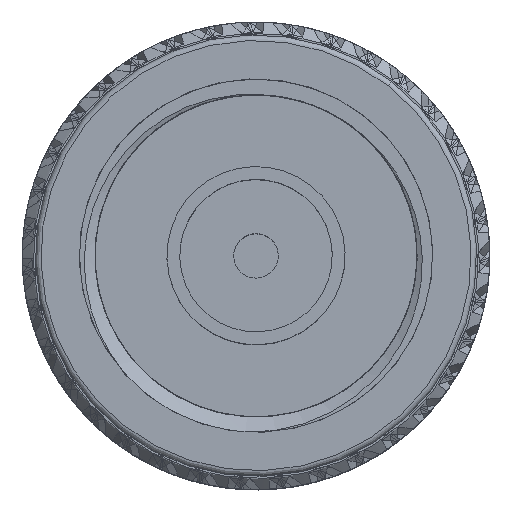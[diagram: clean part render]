
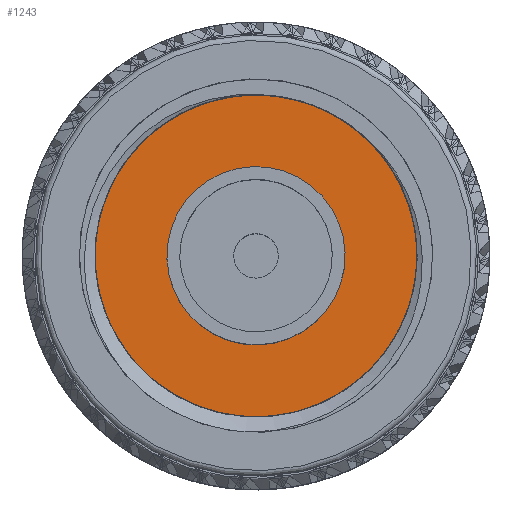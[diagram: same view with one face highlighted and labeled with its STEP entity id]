
A CAD part, top view. The second image highlights one B-rep face of the part: STEP entity #1243.
In plain terms, the highlighted face is planar.
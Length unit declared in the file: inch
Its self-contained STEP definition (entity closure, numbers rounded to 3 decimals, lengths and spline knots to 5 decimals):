
#133 = ORIENTED_EDGE ( 'NONE', *, *, #33591, .T. ) ;
#680 = DIRECTION ( 'NONE',  ( 0., 0., 1. ) ) ;
#896 = DIRECTION ( 'NONE',  ( 0., 0., 1. ) ) ;
#1154 = DIRECTION ( 'NONE',  ( 0., 0., 1. ) ) ;
#1243 = ADVANCED_FACE ( 'NONE', ( #16800, #37840 ), #25626, .T. ) ;
#4073 = CIRCLE ( 'NONE', #12919, 0.3125 ) ;
#4895 = VERTEX_POINT ( 'NONE', #51782 ) ;
#5047 = DIRECTION ( 'NONE',  ( -1., 0., 0. ) ) ;
#6228 = AXIS2_PLACEMENT_3D ( 'NONE', #43517, #52670, #1154 ) ;
#6558 = VERTEX_POINT ( 'NONE', #45817 ) ;
#10122 = CARTESIAN_POINT ( 'NONE',  ( 0.37402, 0., 0. ) ) ;
#11633 = VERTEX_POINT ( 'NONE', #47249 ) ;
#12035 = EDGE_CURVE ( 'NONE', #4895, #53064, #4073, .T. ) ;
#12430 = CIRCLE ( 'NONE', #46833, 0.15748 ) ;
#12792 = ORIENTED_EDGE ( 'NONE', *, *, #12035, .T. ) ;
#12919 = AXIS2_PLACEMENT_3D ( 'NONE', #10122, #22832, #40553 ) ;
#14630 = EDGE_LOOP ( 'NONE', ( #12792, #133 ) ) ;
#16800 = FACE_OUTER_BOUND ( 'NONE', #14630, .T. ) ;
#16877 = CIRCLE ( 'NONE', #6228, 0.3125 ) ;
#17558 = CARTESIAN_POINT ( 'NONE',  ( 0.37402, 0., 0. ) ) ;
#20979 = DIRECTION ( 'NONE',  ( -1., 0., 0. ) ) ;
#21694 = AXIS2_PLACEMENT_3D ( 'NONE', #17558, #5047, #896 ) ;
#22832 = DIRECTION ( 'NONE',  ( -1., 0., 0. ) ) ;
#25573 = EDGE_LOOP ( 'NONE', ( #31618, #47566 ) ) ;
#25626 = PLANE ( 'NONE',  #44150 ) ;
#25666 = CARTESIAN_POINT ( 'NONE',  ( 0.37402, 0., -0.3125 ) ) ;
#29528 = DIRECTION ( 'NONE',  ( 0., 0., 1. ) ) ;
#29800 = CARTESIAN_POINT ( 'NONE',  ( 0.37402, 0., 0. ) ) ;
#30644 = EDGE_CURVE ( 'NONE', #6558, #11633, #12430, .T. ) ;
#31618 = ORIENTED_EDGE ( 'NONE', *, *, #45519, .F. ) ;
#33591 = EDGE_CURVE ( 'NONE', #53064, #4895, #16877, .T. ) ;
#33660 = DIRECTION ( 'NONE',  ( -1., 0., 0. ) ) ;
#34475 = CARTESIAN_POINT ( 'NONE',  ( 0.37402, 0., 0. ) ) ;
#37840 = FACE_BOUND ( 'NONE', #25573, .T. ) ;
#40553 = DIRECTION ( 'NONE',  ( 0., 0., 1. ) ) ;
#43517 = CARTESIAN_POINT ( 'NONE',  ( 0.37402, 0., 0. ) ) ;
#44150 = AXIS2_PLACEMENT_3D ( 'NONE', #34475, #33660, #680 ) ;
#45519 = EDGE_CURVE ( 'NONE', #11633, #6558, #48213, .T. ) ;
#45817 = CARTESIAN_POINT ( 'NONE',  ( 0.37402, 0., 0.15748 ) ) ;
#46833 = AXIS2_PLACEMENT_3D ( 'NONE', #29800, #20979, #29528 ) ;
#47249 = CARTESIAN_POINT ( 'NONE',  ( 0.37402, 0., -0.15748 ) ) ;
#47566 = ORIENTED_EDGE ( 'NONE', *, *, #30644, .F. ) ;
#48213 = CIRCLE ( 'NONE', #21694, 0.15748 ) ;
#51782 = CARTESIAN_POINT ( 'NONE',  ( 0.37402, 0., 0.3125 ) ) ;
#52670 = DIRECTION ( 'NONE',  ( -1., 0., 0. ) ) ;
#53064 = VERTEX_POINT ( 'NONE', #25666 ) ;
